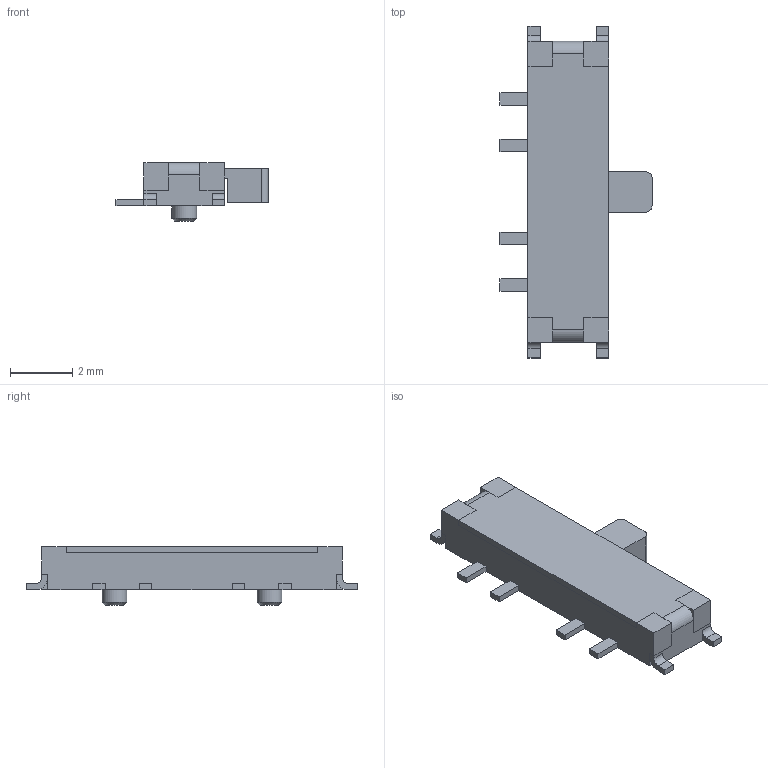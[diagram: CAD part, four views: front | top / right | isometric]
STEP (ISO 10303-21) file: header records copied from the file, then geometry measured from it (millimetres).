
FILE_DESCRIPTION(/* description */ (''),/* implementation_level */ '2;1');
FILE_NAME(/* name */ 'EG1315AA.stp',/* time_stamp */ '2018-07-31T08:39:17-05:00',/* author */ ('mroman'),/* organization */ (''),/* preprocessor_version */ 'ST-DEVELOPER v17',/* originating_system */ 'Autodesk Inventor 2018',/* authorisation */ '');
FILE_SCHEMA (('AUTOMOTIVE_DESIGN { 1 0 10303 214 3 1 1 }'));
Length unit declared in the file: millimetre
Products named in the file (1): EG1315AA
Bounding box: 4.9 x 10.7 x 1.9 mm (x, y, z)
Volume: 37.2 mm3; surface area: 109.6 mm2
Topology: 1 solids, 1 shells, 119 faces, 301 edges, 186 vertices
Faces by surface type: plane 99, cylinder 18, cone 2
Full cylindrical faces by diameter (mm): 0.8 x2
Entity records: 3524 total; most frequent: CARTESIAN_POINT 607, ORIENTED_EDGE 602, DIRECTION 583, EDGE_CURVE 301, LINE 259, VECTOR 259, VERTEX_POINT 186, AXIS2_PLACEMENT_3D 162
